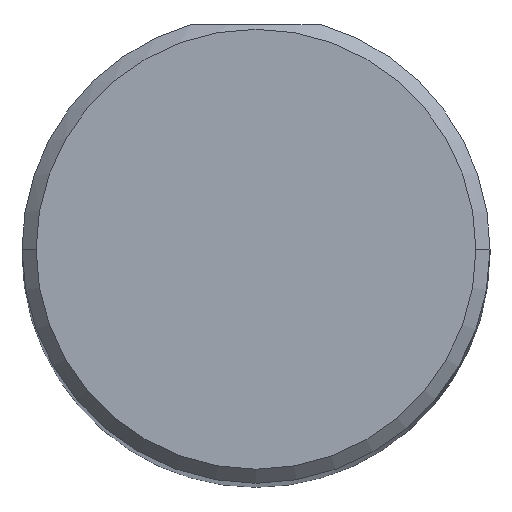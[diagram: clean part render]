
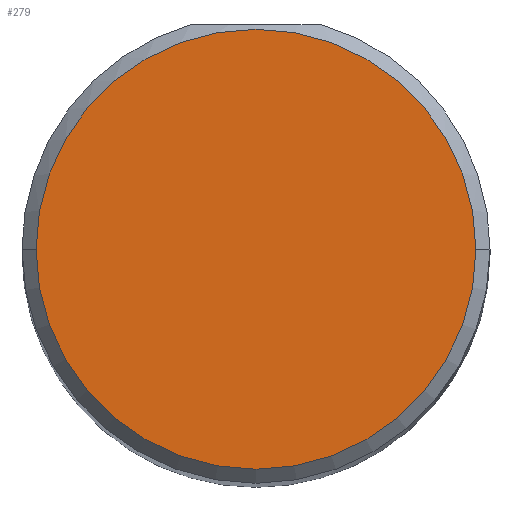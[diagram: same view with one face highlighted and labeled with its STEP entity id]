
A CAD part, top view. The second image highlights one B-rep face of the part: STEP entity #279.
In plain terms, the highlighted planar face has unit normal (0, 0, 1).
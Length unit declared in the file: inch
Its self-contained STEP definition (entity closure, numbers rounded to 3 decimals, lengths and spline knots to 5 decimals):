
#22 = CARTESIAN_POINT ( 'NONE',  ( 0., 0., 3. ) ) ;
#70 = PLANE ( 'NONE',  #571 ) ;
#119 = CARTESIAN_POINT ( 'NONE',  ( 0., 0., 3. ) ) ;
#124 = DIRECTION ( 'NONE',  ( 1., 0., 0. ) ) ;
#221 = CARTESIAN_POINT ( 'NONE',  ( 0., 0., 3. ) ) ;
#279 = ADVANCED_FACE ( 'NONE', ( #657 ), #70, .T. ) ;
#282 = ORIENTED_EDGE ( 'NONE', *, *, #378, .T. ) ;
#314 = CARTESIAN_POINT ( 'NONE',  ( -0.235, 0., 3. ) ) ;
#332 = AXIS2_PLACEMENT_3D ( 'NONE', #221, #641, #711 ) ;
#367 = DIRECTION ( 'NONE',  ( 0., 0., 1. ) ) ;
#373 = CIRCLE ( 'NONE', #677, 0.235 ) ;
#378 = EDGE_CURVE ( 'NONE', #690, #616, #713, .T. ) ;
#479 = EDGE_CURVE ( 'NONE', #616, #690, #373, .T. ) ;
#504 = DIRECTION ( 'NONE',  ( 1., 0., 0. ) ) ;
#531 = EDGE_LOOP ( 'NONE', ( #561, #282 ) ) ;
#561 = ORIENTED_EDGE ( 'NONE', *, *, #479, .T. ) ;
#571 = AXIS2_PLACEMENT_3D ( 'NONE', #22, #367, #124 ) ;
#602 = DIRECTION ( 'NONE',  ( 0., 0., 1. ) ) ;
#616 = VERTEX_POINT ( 'NONE', #314 ) ;
#641 = DIRECTION ( 'NONE',  ( 0., 0., 1. ) ) ;
#657 = FACE_OUTER_BOUND ( 'NONE', #531, .T. ) ;
#677 = AXIS2_PLACEMENT_3D ( 'NONE', #119, #602, #504 ) ;
#690 = VERTEX_POINT ( 'NONE', #714 ) ;
#711 = DIRECTION ( 'NONE',  ( 1., 0., 0. ) ) ;
#713 = CIRCLE ( 'NONE', #332, 0.235 ) ;
#714 = CARTESIAN_POINT ( 'NONE',  ( 0.235, 0., 3. ) ) ;
